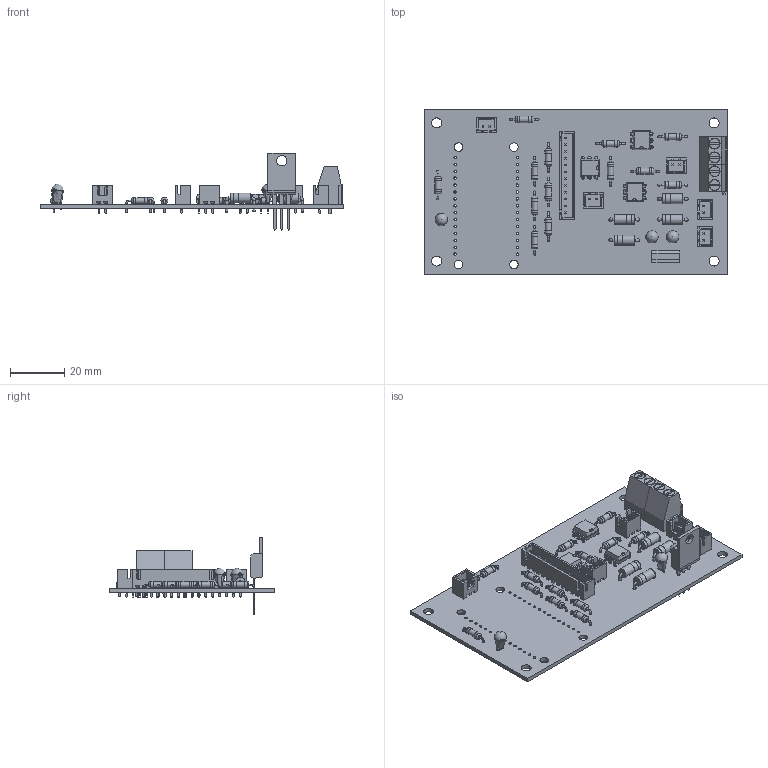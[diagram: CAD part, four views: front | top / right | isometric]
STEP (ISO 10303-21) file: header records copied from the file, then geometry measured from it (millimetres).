
FILE_DESCRIPTION(('KiCad electronic assembly'),'2;1');
FILE_NAME('sump-pump-mon.step','2025-04-03T23:16:22',('Pcbnew'),('Kicad' ),'Open CASCADE STEP processor 7.8','KiCad to STEP converter', 'Unknown');
FILE_SCHEMA(('AUTOMOTIVE_DESIGN { 1 0 10303 214 1 1 1 1 }'));
Length unit declared in the file: millimetre
Products named in the file (10): sump-pump-mon 1; TerminalBlock_Phoenix_MKDS-1,5-2-5.08_1x02_P5.08mm_Horizontal; DIP-6_W7.62mm; CP_Radial_Tantal_D4.5mm_P2.50mm; JST_XH_B2B-XH-A_1x02_P2.50mm_Vertical; R_Axial_DIN0207_L6.3mm_D2.5mm_P10.16mm_Horizontal; D_DO-15_P10.16mm_Horizontal; TO-220-3_Vertical; JST_XH_B12B-XH-A_1x12_P2.50mm_Vertical; sump-pump-mon_PCB
Assembly tree (33 placements, depth 2):
  sump-pump-mon 1
    TerminalBlock_Phoenix_MKDS-1,5-2-5.08_1x02_P5.08mm_Horizontal  x2
    DIP-6_W7.62mm  x3
    CP_Radial_Tantal_D4.5mm_P2.50mm  x3
    JST_XH_B2B-XH-A_1x02_P2.50mm_Vertical  x5
    R_Axial_DIN0207_L6.3mm_D2.5mm_P10.16mm_Horizontal  x13
    D_DO-15_P10.16mm_Horizontal  x4
    TO-220-3_Vertical
    JST_XH_B12B-XH-A_1x12_P2.50mm_Vertical
    sump-pump-mon_PCB
Bounding box: 111.76 x 60.96 x 28.52 mm (x, y, z)
Volume: 15305.1 mm3; surface area: 23826.3 mm2
Topology: 33 solids, 33 shells, 1947 faces, 4890 edges, 3126 vertices
Faces by surface type: plane 1399, cylinder 382, bspline 91, torus 66, sphere 9
Full cylindrical faces by diameter (mm): 0.5 x6, 0.6 x52, 0.8 x50, 0.889 x30, 0.9 x16, 0.95 x12, 1 x10, 1.1 x3, 1.2 x8, 1.5 x4, 2.25 x13, 2.5 x26, 3.2 x4, 3.6 x8, 3.62 x4, 3.7 x4, 3.735 x1, 3.8 x4, 4 x4
Entity records: 36993 total; most frequent: CARTESIAN_POINT 8598, ORIENTED_EDGE 4702, DIRECTION 4485, EDGE_CURVE 2351, LINE 1825, VECTOR 1825, VERTEX_POINT 1510, AXIS2_PLACEMENT_3D 1330
